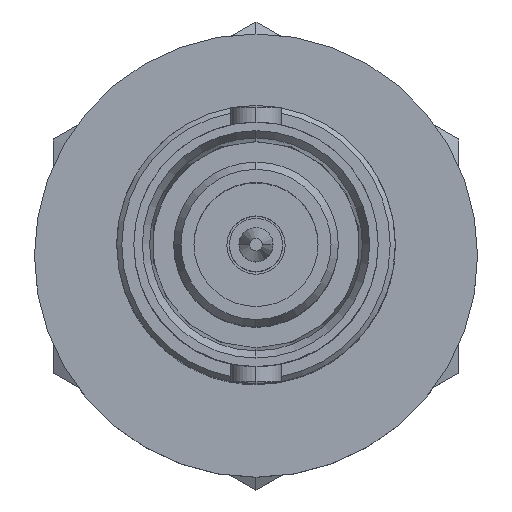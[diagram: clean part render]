
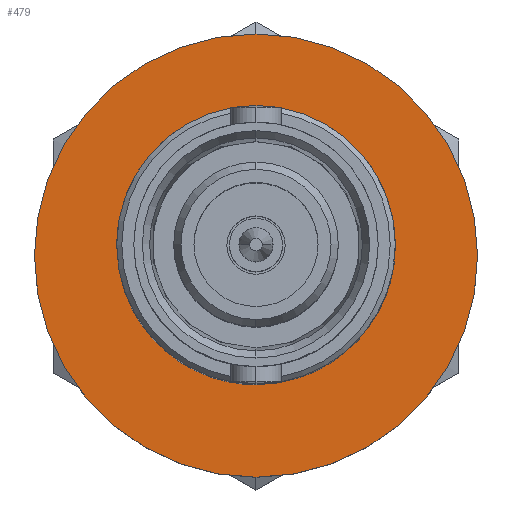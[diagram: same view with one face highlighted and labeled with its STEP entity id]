
A CAD part, top view. The second image highlights one B-rep face of the part: STEP entity #479.
In plain terms, the highlighted face is planar.
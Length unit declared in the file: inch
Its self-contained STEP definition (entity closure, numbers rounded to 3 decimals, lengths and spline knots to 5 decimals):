
#80 = CIRCLE ( 'NONE', #6764, 0.34449 ) ;
#211 = PLANE ( 'NONE',  #2053 ) ;
#273 = DIRECTION ( 'NONE',  ( 0., 1., 0. ) ) ;
#479 = ADVANCED_FACE ( 'NONE', ( #2801, #9040 ), #211, .F. ) ;
#658 = EDGE_LOOP ( 'NONE', ( #10261, #5792 ) ) ;
#834 = DIRECTION ( 'NONE',  ( -1., 0., 0. ) ) ;
#1548 = EDGE_CURVE ( 'NONE', #8582, #5620, #6357, .T. ) ;
#2053 = AXIS2_PLACEMENT_3D ( 'NONE', #3859, #7502, #2733 ) ;
#2319 = CARTESIAN_POINT ( 'NONE',  ( 0.91732, 0., 0. ) ) ;
#2518 = CARTESIAN_POINT ( 'NONE',  ( 0.91732, 0.34449, 0. ) ) ;
#2528 = AXIS2_PLACEMENT_3D ( 'NONE', #2319, #9454, #5959 ) ;
#2733 = DIRECTION ( 'NONE',  ( 0., 0., 1. ) ) ;
#2801 = FACE_BOUND ( 'NONE', #658, .T. ) ;
#3359 = CIRCLE ( 'NONE', #6587, 0.19685 ) ;
#3859 = CARTESIAN_POINT ( 'NONE',  ( 0.91732, 0., 0. ) ) ;
#4098 = CIRCLE ( 'NONE', #7903, 0.34449 ) ;
#4672 = CARTESIAN_POINT ( 'NONE',  ( 0.91732, 0., 0. ) ) ;
#4842 = EDGE_CURVE ( 'NONE', #7232, #10168, #4098, .T. ) ;
#5434 = CARTESIAN_POINT ( 'NONE',  ( 0.91732, 0., 0. ) ) ;
#5519 = ORIENTED_EDGE ( 'NONE', *, *, #8564, .T. ) ;
#5620 = VERTEX_POINT ( 'NONE', #9613 ) ;
#5792 = ORIENTED_EDGE ( 'NONE', *, *, #9652, .F. ) ;
#5940 = ORIENTED_EDGE ( 'NONE', *, *, #4842, .F. ) ;
#5959 = DIRECTION ( 'NONE',  ( 0., 1., 0. ) ) ;
#6357 = CIRCLE ( 'NONE', #2528, 0.19685 ) ;
#6587 = AXIS2_PLACEMENT_3D ( 'NONE', #4672, #10902, #9293 ) ;
#6764 = AXIS2_PLACEMENT_3D ( 'NONE', #8436, #10336, #273 ) ;
#6892 = CARTESIAN_POINT ( 'NONE',  ( 0.91732, -0.34449, 0. ) ) ;
#7232 = VERTEX_POINT ( 'NONE', #2518 ) ;
#7502 = DIRECTION ( 'NONE',  ( -1., 0., 0. ) ) ;
#7903 = AXIS2_PLACEMENT_3D ( 'NONE', #5434, #834, #10013 ) ;
#8436 = CARTESIAN_POINT ( 'NONE',  ( 0.91732, 0., 0. ) ) ;
#8501 = CARTESIAN_POINT ( 'NONE',  ( 0.91732, 0.19685, 0. ) ) ;
#8564 = EDGE_CURVE ( 'NONE', #7232, #10168, #80, .T. ) ;
#8582 = VERTEX_POINT ( 'NONE', #8501 ) ;
#9040 = FACE_OUTER_BOUND ( 'NONE', #10404, .T. ) ;
#9293 = DIRECTION ( 'NONE',  ( 0., 1., 0. ) ) ;
#9454 = DIRECTION ( 'NONE',  ( -1., 0., 0. ) ) ;
#9613 = CARTESIAN_POINT ( 'NONE',  ( 0.91732, -0.19685, 0. ) ) ;
#9652 = EDGE_CURVE ( 'NONE', #8582, #5620, #3359, .T. ) ;
#10013 = DIRECTION ( 'NONE',  ( 0., 1., 0. ) ) ;
#10168 = VERTEX_POINT ( 'NONE', #6892 ) ;
#10261 = ORIENTED_EDGE ( 'NONE', *, *, #1548, .T. ) ;
#10336 = DIRECTION ( 'NONE',  ( 1., 0., 0. ) ) ;
#10404 = EDGE_LOOP ( 'NONE', ( #5519, #5940 ) ) ;
#10902 = DIRECTION ( 'NONE',  ( 1., 0., 0. ) ) ;
